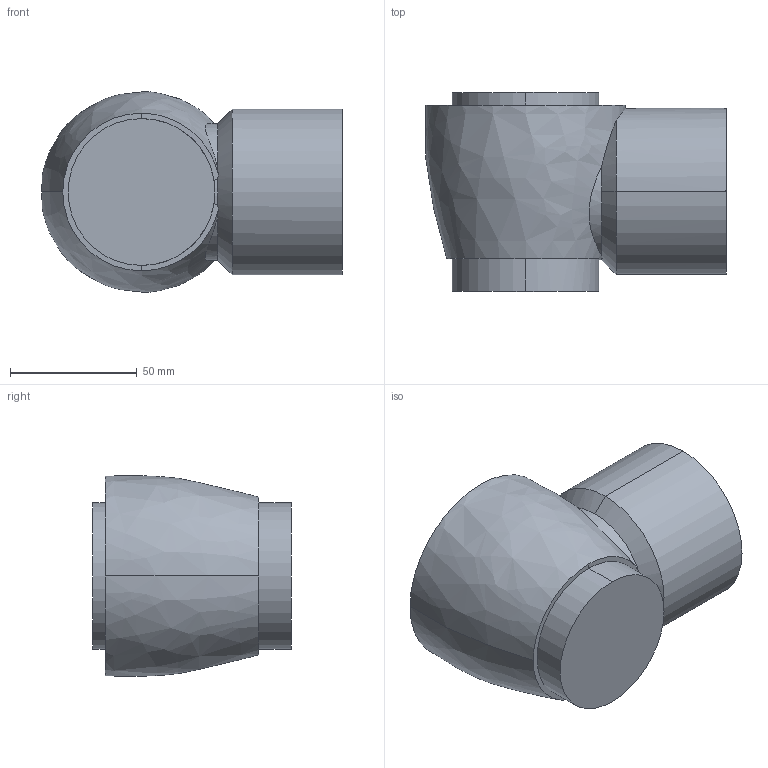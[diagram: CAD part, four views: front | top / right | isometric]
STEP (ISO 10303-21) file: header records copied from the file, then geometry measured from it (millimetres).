
FILE_DESCRIPTION (( 'STEP AP203' ), '1' );
FILE_NAME ('Axis5_Default_sldprt.STEP', '2017-03-29T10:52:20', ( 'Jeffrey Minnaard' ), ( 'HP' ), 'SwSTEP 2.0', 'SolidWorks 2016', '' );
FILE_SCHEMA (( 'CONFIG_CONTROL_DESIGN' ));
Length unit declared in the file: millimetre
Products named in the file (1): Axis5_Default_sldprt
Bounding box: 118.75 x 78.5 x 79.27 mm (x, y, z)
Volume: 447984.7 mm3; surface area: 38094.4 mm2
Topology: 1 solids, 1 shells, 82 faces, 212 edges, 139 vertices
Faces by surface type: plane 48, cylinder 16, bspline 12, cone 6
Entity records: 3212 total; most frequent: CARTESIAN_POINT 1241, ORIENTED_EDGE 424, DIRECTION 340, EDGE_CURVE 212, VERTEX_POINT 139, LINE 122, VECTOR 122, AXIS2_PLACEMENT_3D 109
